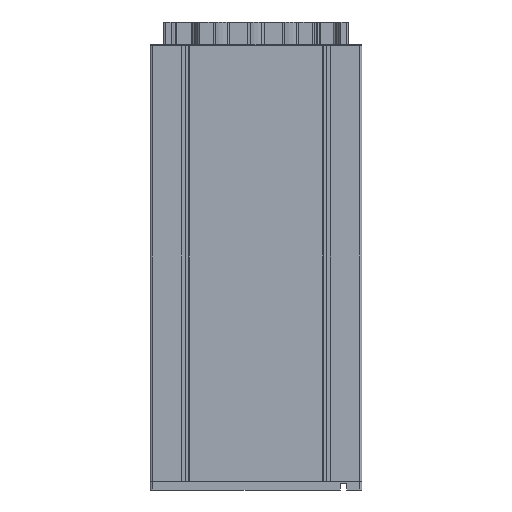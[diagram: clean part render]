
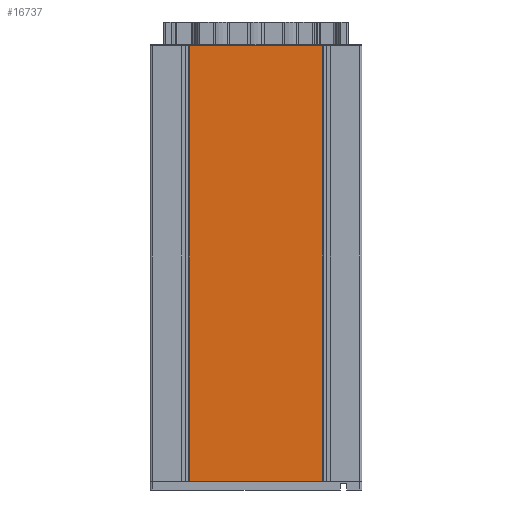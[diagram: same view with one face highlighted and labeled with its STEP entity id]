
A CAD part, front view. The second image highlights one B-rep face of the part: STEP entity #16737.
In plain terms, the highlighted planar face has unit normal (0, -1, 0).
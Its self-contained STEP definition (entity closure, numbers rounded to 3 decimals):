
#816 = LINE ( 'NONE', #2647, #11047 ) ;
#1004 = CARTESIAN_POINT ( 'NONE',  ( 0., -30., 493. ) ) ;
#1492 = ORIENTED_EDGE ( 'NONE', *, *, #5963, .T. ) ;
#1721 = CARTESIAN_POINT ( 'NONE',  ( -75.4, -30., 493. ) ) ;
#2647 = CARTESIAN_POINT ( 'NONE',  ( 75.4, -30., 493. ) ) ;
#2895 = VERTEX_POINT ( 'NONE', #15839 ) ;
#3499 = DIRECTION ( 'NONE',  ( 0., 0., 1. ) ) ;
#3748 = VECTOR ( 'NONE', #26186, 1000. ) ;
#4550 = VECTOR ( 'NONE', #20506, 1000. ) ;
#5447 = ORIENTED_EDGE ( 'NONE', *, *, #23935, .T. ) ;
#5963 = EDGE_CURVE ( 'NONE', #2895, #26296, #816, .T. ) ;
#9048 = EDGE_CURVE ( 'NONE', #25455, #26296, #22010, .T. ) ;
#10958 = DIRECTION ( 'NONE',  ( 0., 0., 1. ) ) ;
#11047 = VECTOR ( 'NONE', #10958, 1000. ) ;
#12886 = LINE ( 'NONE', #24256, #4550 ) ;
#14049 = EDGE_CURVE ( 'NONE', #22063, #2895, #12886, .T. ) ;
#14196 = EDGE_LOOP ( 'NONE', ( #15031, #1492, #15076, #5447 ) ) ;
#15031 = ORIENTED_EDGE ( 'NONE', *, *, #14049, .T. ) ;
#15076 = ORIENTED_EDGE ( 'NONE', *, *, #9048, .F. ) ;
#15733 = DIRECTION ( 'NONE',  ( 0., 1., 0. ) ) ;
#15839 = CARTESIAN_POINT ( 'NONE',  ( 75.4, -30., 0. ) ) ;
#16403 = CARTESIAN_POINT ( 'NONE',  ( -75.4, -30., 493. ) ) ;
#16527 = LINE ( 'NONE', #1721, #3748 ) ;
#16737 = ADVANCED_FACE ( 'NONE', ( #19961 ), #21411, .F. ) ;
#19961 = FACE_OUTER_BOUND ( 'NONE', #14196, .T. ) ;
#20415 = VECTOR ( 'NONE', #21432, 1000. ) ;
#20506 = DIRECTION ( 'NONE',  ( 1., 0., 0. ) ) ;
#20963 = CARTESIAN_POINT ( 'NONE',  ( -75.4, -30., 0. ) ) ;
#21114 = AXIS2_PLACEMENT_3D ( 'NONE', #23700, #15733, #3499 ) ;
#21386 = CARTESIAN_POINT ( 'NONE',  ( 75.4, -30., 493. ) ) ;
#21411 = PLANE ( 'NONE',  #21114 ) ;
#21432 = DIRECTION ( 'NONE',  ( 1., 0., 0. ) ) ;
#22010 = LINE ( 'NONE', #1004, #20415 ) ;
#22063 = VERTEX_POINT ( 'NONE', #20963 ) ;
#23700 = CARTESIAN_POINT ( 'NONE',  ( 0., -30., 493. ) ) ;
#23935 = EDGE_CURVE ( 'NONE', #25455, #22063, #16527, .T. ) ;
#24256 = CARTESIAN_POINT ( 'NONE',  ( 0., -30., 0. ) ) ;
#25455 = VERTEX_POINT ( 'NONE', #16403 ) ;
#26186 = DIRECTION ( 'NONE',  ( 0., 0., -1. ) ) ;
#26296 = VERTEX_POINT ( 'NONE', #21386 ) ;
